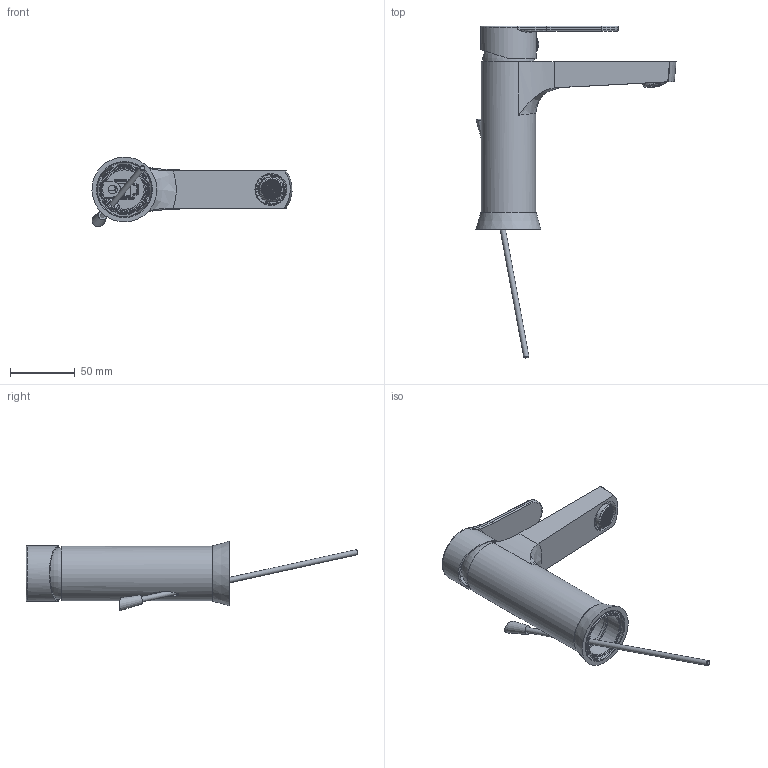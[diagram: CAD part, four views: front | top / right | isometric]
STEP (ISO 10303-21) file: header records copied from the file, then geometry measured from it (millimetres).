
FILE_DESCRIPTION (( 'STEP AP203' ), '1' );
FILE_NAME ('18A307235.STEP', '2024-03-15T08:26:28', ( '' ), ( '' ), 'SwSTEP 2.0', 'SolidWorks 2021', '' );
FILE_SCHEMA (( 'CONFIG_CONTROL_DESIGN' ));
Length unit declared in the file: millimetre
Products named in the file (1): 18A307235
Bounding box: 154 x 255.59 x 53.77 mm (x, y, z)
Volume: 93881.3 mm3; surface area: 85301.1 mm2
Topology: 9 solids, 9 shells, 2084 faces, 5318 edges, 3526 vertices
Faces by surface type: plane 1895, cylinder 103, torus 35, cone 28, bspline 18, sphere 5
Full cylindrical faces by diameter (mm): 4 x1, 4.2 x1, 4.5 x1, 6 x1, 6.75 x1, 6.8 x1, 9.5 x1, 16 x1, 16.5 x2, 17.5 x1, 18.75 x1, 19 x1, 19.5 x1, 22.1 x1, 22.5 x2, 23 x1, 23.8 x1, 24.5 x1, 30.3 x1, 31 x1, 32.8 x1, 33.5 x1, 35.2 x2, 35.8 x2, 36.5 x2, 37 x2, 38 x1, 40 x1, 40.5 x1, 42 x1
Entity records: 64627 total; most frequent: CARTESIAN_POINT 13391, DIRECTION 10616, ORIENTED_EDGE 10452, EDGE_CURVE 5226, LINE 3612, VECTOR 3612, AXIS2_PLACEMENT_3D 3502, VERTEX_POINT 3502
